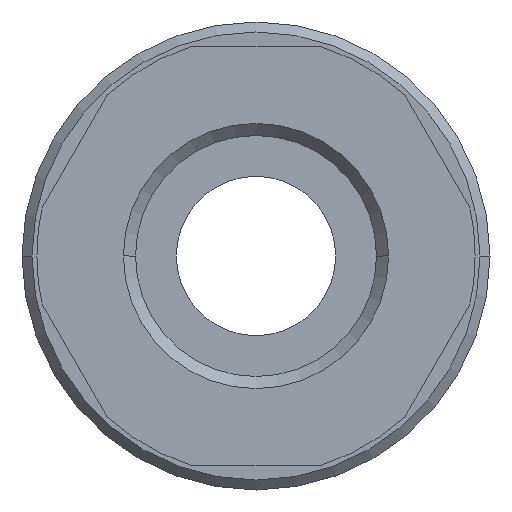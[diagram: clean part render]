
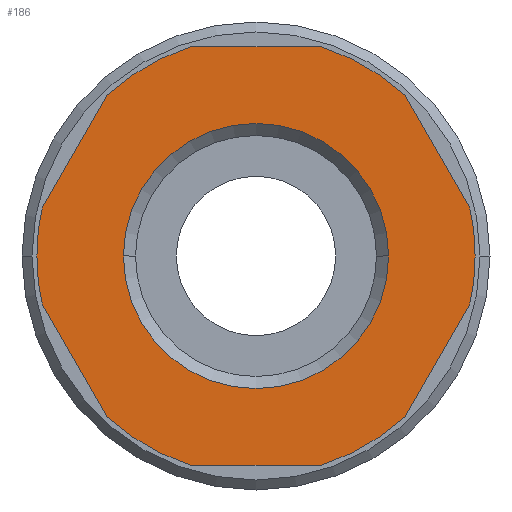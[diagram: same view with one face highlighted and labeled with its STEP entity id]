
A CAD part, front view. The second image highlights one B-rep face of the part: STEP entity #186.
In plain terms, the highlighted planar face has unit normal (0, -1, 0).
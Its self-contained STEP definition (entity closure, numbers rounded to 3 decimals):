
#186=ADVANCED_FACE('',(#475,#476),#477,.T.);
#475=FACE_BOUND('',#870,.T.);
#476=FACE_OUTER_BOUND('',#871,.T.);
#477=PLANE('',#872);
#870=EDGE_LOOP('',(#1361,#1362));
#871=EDGE_LOOP('',(#1363,#1364,#1365,#1366,#1367,#1368,#1369,#1370,#1371,#1372,#1373,#1374,#1375,#1376));
#872=AXIS2_PLACEMENT_3D('',#1377,#1378,#1379);
#1361=ORIENTED_EDGE('',*,*,#2317,.T.);
#1362=ORIENTED_EDGE('',*,*,#2318,.T.);
#1363=ORIENTED_EDGE('',*,*,#2319,.F.);
#1364=ORIENTED_EDGE('',*,*,#2320,.F.);
#1365=ORIENTED_EDGE('',*,*,#2321,.F.);
#1366=ORIENTED_EDGE('',*,*,#2322,.F.);
#1367=ORIENTED_EDGE('',*,*,#2323,.F.);
#1368=ORIENTED_EDGE('',*,*,#2324,.F.);
#1369=ORIENTED_EDGE('',*,*,#2301,.F.);
#1370=ORIENTED_EDGE('',*,*,#2325,.F.);
#1371=ORIENTED_EDGE('',*,*,#2326,.F.);
#1372=ORIENTED_EDGE('',*,*,#2327,.F.);
#1373=ORIENTED_EDGE('',*,*,#2328,.F.);
#1374=ORIENTED_EDGE('',*,*,#2329,.F.);
#1375=ORIENTED_EDGE('',*,*,#2330,.F.);
#1376=ORIENTED_EDGE('',*,*,#2331,.F.);
#1377=CARTESIAN_POINT('',(5.5,0.0,0.0));
#1378=DIRECTION('',(-0.0,-1.0,-0.0));
#1379=DIRECTION('',(-1.0,0.0,0.0));
#2301=EDGE_CURVE('',#2747,#2745,#2749,.T.);
#2317=EDGE_CURVE('',#2772,#2773,#2774,.T.);
#2318=EDGE_CURVE('',#2773,#2772,#2775,.T.);
#2319=EDGE_CURVE('',#2776,#2777,#2778,.T.);
#2320=EDGE_CURVE('',#2779,#2776,#2780,.T.);
#2321=EDGE_CURVE('',#2781,#2779,#2782,.T.);
#2322=EDGE_CURVE('',#2783,#2781,#2784,.T.);
#2323=EDGE_CURVE('',#2785,#2783,#2786,.T.);
#2324=EDGE_CURVE('',#2745,#2785,#2787,.T.);
#2325=EDGE_CURVE('',#2788,#2747,#2789,.T.);
#2326=EDGE_CURVE('',#2790,#2788,#2791,.T.);
#2327=EDGE_CURVE('',#2792,#2790,#2793,.T.);
#2328=EDGE_CURVE('',#2794,#2792,#2795,.T.);
#2329=EDGE_CURVE('',#2796,#2794,#2797,.T.);
#2330=EDGE_CURVE('',#2798,#2796,#2799,.T.);
#2331=EDGE_CURVE('',#2777,#2798,#2800,.T.);
#2745=VERTEX_POINT('',#3388);
#2747=VERTEX_POINT('',#3391);
#2749=CIRCLE('',#3394,11.0);
#2772=VERTEX_POINT('',#3439);
#2773=VERTEX_POINT('',#3440);
#2774=CIRCLE('',#3441,6.655);
#2775=CIRCLE('',#3442,6.655);
#2776=VERTEX_POINT('',#3443);
#2777=VERTEX_POINT('',#3444);
#2778=LINE('',#3445,#3446);
#2779=VERTEX_POINT('',#3447);
#2780=CIRCLE('',#3448,11.0);
#2781=VERTEX_POINT('',#3449);
#2782=LINE('',#3450,#3451);
#2783=VERTEX_POINT('',#3452);
#2784=CIRCLE('',#3453,11.0);
#2785=VERTEX_POINT('',#3454);
#2786=LINE('',#3455,#3456);
#2787=CIRCLE('',#3457,11.0);
#2788=VERTEX_POINT('',#3458);
#2789=LINE('',#3459,#3460);
#2790=VERTEX_POINT('',#3461);
#2791=CIRCLE('',#3462,11.0);
#2792=VERTEX_POINT('',#3463);
#2793=LINE('',#3464,#3465);
#2794=VERTEX_POINT('',#3466);
#2795=CIRCLE('',#3467,11.0);
#2796=VERTEX_POINT('',#3468);
#2797=LINE('',#3469,#3470);
#2798=VERTEX_POINT('',#3471);
#2799=CIRCLE('',#3472,11.0);
#2800=CIRCLE('',#3473,11.0);
#3388=CARTESIAN_POINT('',(11.0,0.0,0.));
#3391=CARTESIAN_POINT('',(10.733,0.0,2.411));
#3394=AXIS2_PLACEMENT_3D('',#4194,#4195,#4196);
#3439=CARTESIAN_POINT('',(-6.655,0.0,0.));
#3440=CARTESIAN_POINT('',(6.655,0.0,0.));
#3441=AXIS2_PLACEMENT_3D('',#4224,#4225,#4226);
#3442=AXIS2_PLACEMENT_3D('',#4227,#4228,#4229);
#3443=CARTESIAN_POINT('',(-7.454,0.0,-8.089));
#3444=CARTESIAN_POINT('',(-10.733,0.0,-2.411));
#3445=CARTESIAN_POINT('',(-8.406,0.0,-6.441));
#3446=VECTOR('',#4230,1.0);
#3447=CARTESIAN_POINT('',(-3.279,0.0,-10.5));
#3448=AXIS2_PLACEMENT_3D('',#4231,#4232,#4233);
#3449=CARTESIAN_POINT('',(3.279,0.0,-10.5));
#3450=CARTESIAN_POINT('',(2.75,0.0,-10.5));
#3451=VECTOR('',#4234,1.0);
#3452=CARTESIAN_POINT('',(7.454,0.0,-8.089));
#3453=AXIS2_PLACEMENT_3D('',#4235,#4236,#4237);
#3454=CARTESIAN_POINT('',(10.733,0.0,-2.411));
#3455=CARTESIAN_POINT('',(9.781,0.0,-4.059));
#3456=VECTOR('',#4238,1.0);
#3457=AXIS2_PLACEMENT_3D('',#4239,#4240,#4241);
#3458=CARTESIAN_POINT('',(7.454,0.0,8.089));
#3459=CARTESIAN_POINT('',(9.781,0.0,4.059));
#3460=VECTOR('',#4242,1.0);
#3461=CARTESIAN_POINT('',(3.279,0.0,10.5));
#3462=AXIS2_PLACEMENT_3D('',#4243,#4244,#4245);
#3463=CARTESIAN_POINT('',(-3.279,0.0,10.5));
#3464=CARTESIAN_POINT('',(2.75,0.0,10.5));
#3465=VECTOR('',#4246,1.0);
#3466=CARTESIAN_POINT('',(-7.454,0.0,8.089));
#3467=AXIS2_PLACEMENT_3D('',#4247,#4248,#4249);
#3468=CARTESIAN_POINT('',(-10.733,0.0,2.411));
#3469=CARTESIAN_POINT('',(-8.406,0.0,6.441));
#3470=VECTOR('',#4250,1.0);
#3471=CARTESIAN_POINT('',(-11.0,0.0,0.));
#3472=AXIS2_PLACEMENT_3D('',#4251,#4252,#4253);
#3473=AXIS2_PLACEMENT_3D('',#4254,#4255,#4256);
#4194=CARTESIAN_POINT('',(0.0,0.0,0.0));
#4195=DIRECTION('',(-0.0,1.0,0.0));
#4196=DIRECTION('',(1.0,0.0,0.0));
#4224=CARTESIAN_POINT('',(0.0,0.0,0.0));
#4225=DIRECTION('',(-0.0,1.0,0.0));
#4226=DIRECTION('',(1.0,0.0,0.0));
#4227=CARTESIAN_POINT('',(0.0,0.0,0.0));
#4228=DIRECTION('',(-0.0,1.0,0.0));
#4229=DIRECTION('',(1.0,0.0,0.0));
#4230=DIRECTION('',(-0.5,0.0,0.866));
#4231=CARTESIAN_POINT('',(0.0,0.0,0.0));
#4232=DIRECTION('',(-0.0,1.0,0.0));
#4233=DIRECTION('',(1.0,0.0,0.0));
#4234=DIRECTION('',(-1.0,0.0,0.0));
#4235=CARTESIAN_POINT('',(0.0,0.0,0.0));
#4236=DIRECTION('',(-0.0,1.0,0.0));
#4237=DIRECTION('',(1.0,0.0,0.0));
#4238=DIRECTION('',(-0.5,0.0,-0.866));
#4239=CARTESIAN_POINT('',(0.0,0.0,0.0));
#4240=DIRECTION('',(-0.0,1.0,0.0));
#4241=DIRECTION('',(1.0,0.0,0.0));
#4242=DIRECTION('',(0.5,0.0,-0.866));
#4243=CARTESIAN_POINT('',(0.0,0.0,0.0));
#4244=DIRECTION('',(-0.0,1.0,0.0));
#4245=DIRECTION('',(1.0,0.0,0.0));
#4246=DIRECTION('',(1.0,-0.0,0.));
#4247=CARTESIAN_POINT('',(0.0,0.0,0.0));
#4248=DIRECTION('',(-0.0,1.0,0.0));
#4249=DIRECTION('',(1.0,0.0,0.0));
#4250=DIRECTION('',(0.5,-0.0,0.866));
#4251=CARTESIAN_POINT('',(0.0,0.0,0.0));
#4252=DIRECTION('',(-0.0,1.0,0.0));
#4253=DIRECTION('',(1.0,0.0,0.0));
#4254=CARTESIAN_POINT('',(0.0,0.0,0.0));
#4255=DIRECTION('',(-0.0,1.0,0.0));
#4256=DIRECTION('',(1.0,0.0,0.0));
